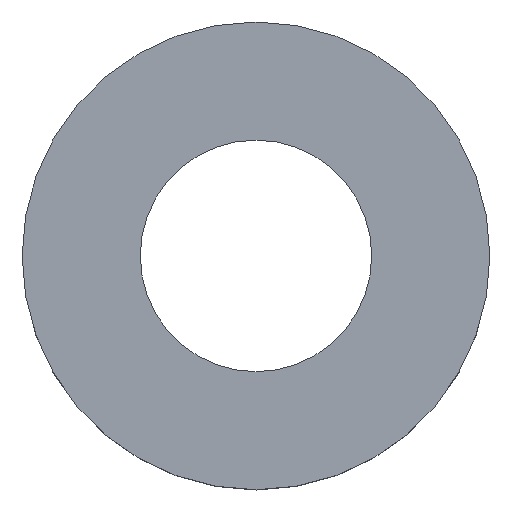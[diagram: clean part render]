
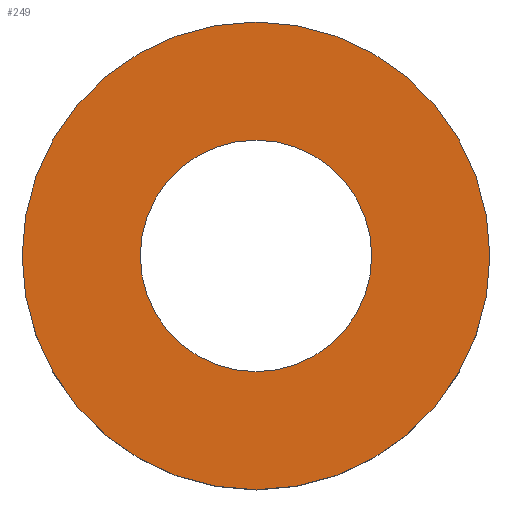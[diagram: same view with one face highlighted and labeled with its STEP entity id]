
A CAD part, top view. The second image highlights one B-rep face of the part: STEP entity #249.
In plain terms, the highlighted planar face has unit normal (0, 0, 1).
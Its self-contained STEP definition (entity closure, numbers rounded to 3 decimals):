
#17=FACE_BOUND('',#47,.T.);
#20=PLANE('',#284);
#31=FACE_OUTER_BOUND('',#46,.T.);
#46=EDGE_LOOP('',(#189));
#47=EDGE_LOOP('',(#190));
#62=CIRCLE('',#283,7.671);
#63=CIRCLE('',#285,15.5);
#122=VERTEX_POINT('',#624);
#123=VERTEX_POINT('',#628);
#149=EDGE_CURVE('',#122,#122,#62,.T.);
#150=EDGE_CURVE('',#123,#123,#63,.T.);
#189=ORIENTED_EDGE('',*,*,#150,.T.);
#190=ORIENTED_EDGE('',*,*,#149,.T.);
#249=ADVANCED_FACE('',(#31,#17),#20,.T.);
#283=AXIS2_PLACEMENT_3D('',#626,#325,#326);
#284=AXIS2_PLACEMENT_3D('',#627,#327,#328);
#285=AXIS2_PLACEMENT_3D('',#629,#329,#330);
#325=DIRECTION('center_axis',(0.,0.,-1.));
#326=DIRECTION('ref_axis',(1.,0.,0.));
#327=DIRECTION('center_axis',(0.,0.,1.));
#328=DIRECTION('ref_axis',(0.,-1.,0.));
#329=DIRECTION('center_axis',(0.,0.,1.));
#330=DIRECTION('ref_axis',(1.,0.,0.));
#624=CARTESIAN_POINT('',(-7.671,0.,9.));
#626=CARTESIAN_POINT('Origin',(0.,0.,9.));
#627=CARTESIAN_POINT('Origin',(0.,0.,9.));
#628=CARTESIAN_POINT('',(-15.5,0.,9.));
#629=CARTESIAN_POINT('Origin',(0.,0.,9.));
